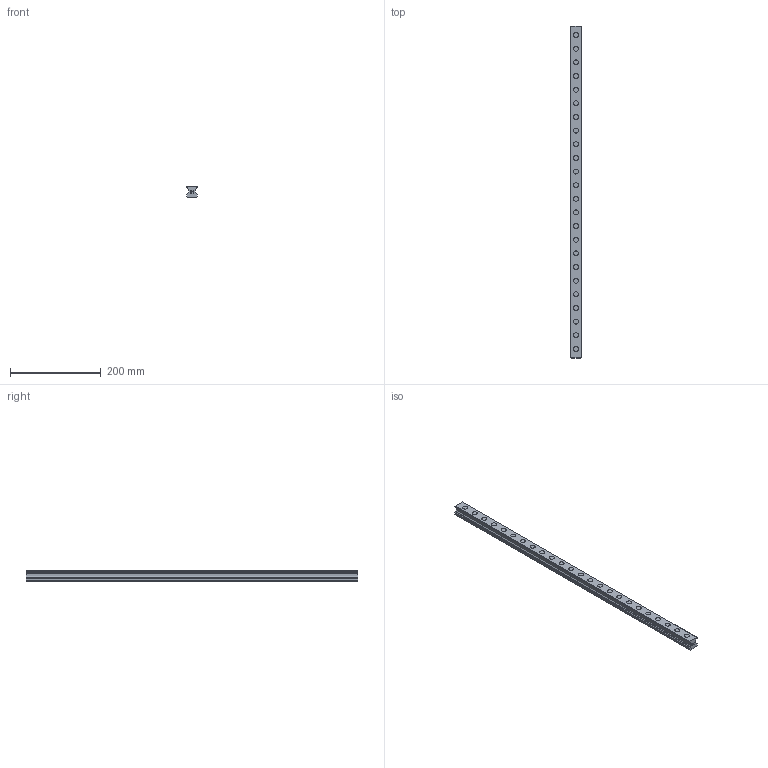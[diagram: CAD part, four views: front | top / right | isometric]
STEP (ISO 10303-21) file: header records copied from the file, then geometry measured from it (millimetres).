
FILE_DESCRIPTION(('STEP AP214'),'1');
FILE_NAME('cctmp_0AFE0B1A-5C9C-4DF8-A48C-A02892CD0D21_2021_03_11_09_36_42_0297..stp','2021-03-11T08:36:42',('HIWIN GmbH'),('CADClick - www.CADClick.com'),'Spatial InterOp 3D',' ','unknown authorization');
FILE_SCHEMA(('AUTOMOTIVE_DESIGN'));
Length unit declared in the file: millimetre
Products named in the file (1): RGR25R730H_FILE
Bounding box: 23 x 730 x 23.6 mm (x, y, z)
Volume: 293187.1 mm3; surface area: 91023.3 mm2
Topology: 1 solids, 1 shells, 333 faces, 765 edges, 510 vertices
Faces by surface type: plane 171, cylinder 162
Entity records: 12211 total; most frequent: DIRECTION 1757, CARTESIAN_POINT 1609, ORIENTED_EDGE 1530, EDGE_CURVE 765, AXIS2_PLACEMENT_3D 658, VERTEX_POINT 510, LINE 441, VECTOR 441
